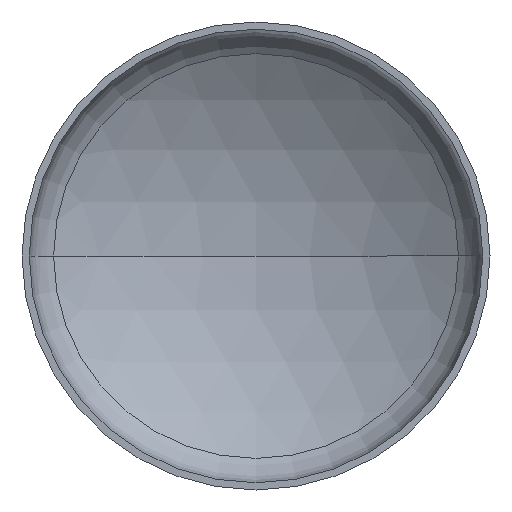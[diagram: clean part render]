
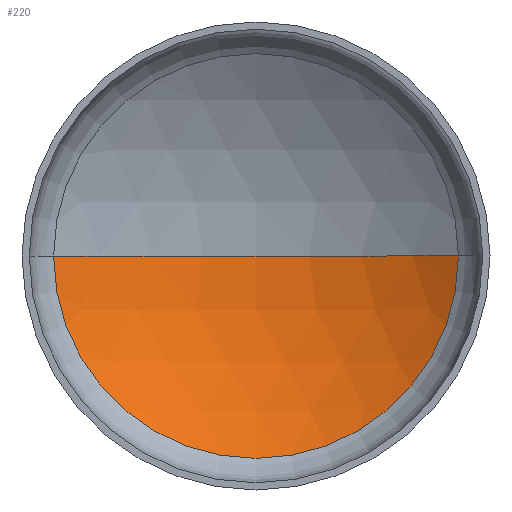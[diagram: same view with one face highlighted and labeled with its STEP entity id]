
A CAD part, front view. The second image highlights one B-rep face of the part: STEP entity #220.
In plain terms, the highlighted spherical face has radius 99.2 mm.
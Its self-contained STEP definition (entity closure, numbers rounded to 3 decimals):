
#1 = CARTESIAN_POINT ( 'NONE',  ( -55.782, 15.831, 0. ) ) ;
#14 = DIRECTION ( 'NONE',  ( 0., 0., -1. ) ) ;
#17 = CARTESIAN_POINT ( 'NONE',  ( 0., 33., 0. ) ) ;
#37 = EDGE_CURVE ( 'NONE', #306, #238, #56, .T. ) ;
#56 = CIRCLE ( 'NONE', #282, 99.2 ) ;
#58 = CARTESIAN_POINT ( 'NONE',  ( 0., -66.2, 0. ) ) ;
#74 = CARTESIAN_POINT ( 'NONE',  ( 0., -66.2, 0. ) ) ;
#91 = ORIENTED_EDGE ( 'NONE', *, *, #37, .T. ) ;
#103 = AXIS2_PLACEMENT_3D ( 'NONE', #74, #14, #196 ) ;
#125 = ORIENTED_EDGE ( 'NONE', *, *, #264, .F. ) ;
#140 = EDGE_CURVE ( 'NONE', #369, #238, #407, .T. ) ;
#173 = DIRECTION ( 'NONE',  ( 0., 0., 1. ) ) ;
#183 = ORIENTED_EDGE ( 'NONE', *, *, #140, .F. ) ;
#186 = CIRCLE ( 'NONE', #334, 55.782 ) ;
#188 = EDGE_LOOP ( 'NONE', ( #125, #91, #183 ) ) ;
#196 = DIRECTION ( 'NONE',  ( -1., 0., 0. ) ) ;
#207 = DIRECTION ( 'NONE',  ( -1., 0., 0. ) ) ;
#209 = CARTESIAN_POINT ( 'NONE',  ( 0., 15.831, 0. ) ) ;
#220 = ADVANCED_FACE ( 'NONE', ( #269 ), #298, .F. ) ;
#228 = DIRECTION ( 'NONE',  ( 1., 0., 0. ) ) ;
#237 = AXIS2_PLACEMENT_3D ( 'NONE', #58, #173, #240 ) ;
#238 = VERTEX_POINT ( 'NONE', #17 ) ;
#240 = DIRECTION ( 'NONE',  ( -1., 0., 0. ) ) ;
#256 = DIRECTION ( 'NONE',  ( 0., 0., 1. ) ) ;
#264 = EDGE_CURVE ( 'NONE', #306, #369, #186, .T. ) ;
#269 = FACE_OUTER_BOUND ( 'NONE', #188, .T. ) ;
#276 = CARTESIAN_POINT ( 'NONE',  ( 55.782, 15.831, 0. ) ) ;
#282 = AXIS2_PLACEMENT_3D ( 'NONE', #291, #256, #228 ) ;
#291 = CARTESIAN_POINT ( 'NONE',  ( 0., -66.2, 0. ) ) ;
#298 = SPHERICAL_SURFACE ( 'NONE', #237, 99.2 ) ;
#306 = VERTEX_POINT ( 'NONE', #276 ) ;
#334 = AXIS2_PLACEMENT_3D ( 'NONE', #209, #403, #207 ) ;
#369 = VERTEX_POINT ( 'NONE', #1 ) ;
#403 = DIRECTION ( 'NONE',  ( 0., 1., 0. ) ) ;
#407 = CIRCLE ( 'NONE', #103, 99.2 ) ;
